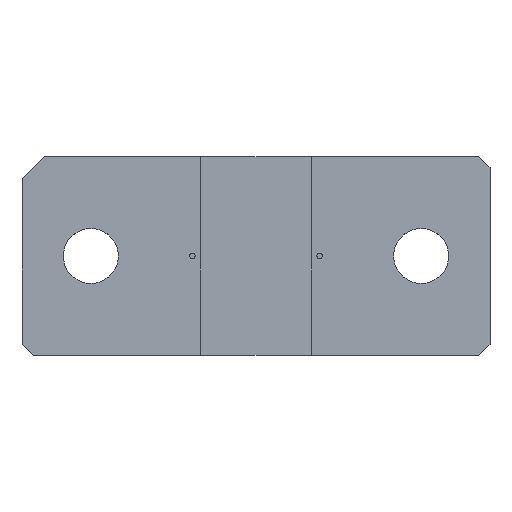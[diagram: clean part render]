
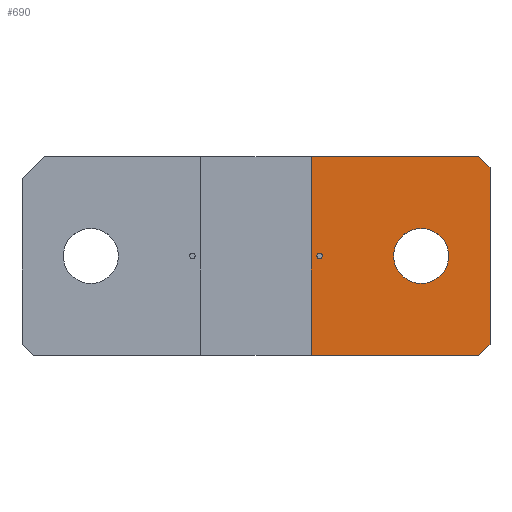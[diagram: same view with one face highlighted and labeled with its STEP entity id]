
A CAD part, top view. The second image highlights one B-rep face of the part: STEP entity #690.
In plain terms, the highlighted planar face has unit normal (0, 0, 1).
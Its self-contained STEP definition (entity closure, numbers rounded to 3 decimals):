
#439=DIRECTION('',(-0.707,0.707,0.));
#440=VECTOR('',#439,2.828);
#441=CARTESIAN_POINT('',(42.5,16.,3.));
#442=LINE('',#441,#440);
#443=DIRECTION('',(0.,1.,0.));
#444=VECTOR('',#443,32.);
#445=CARTESIAN_POINT('',(42.5,-16.,3.));
#446=LINE('',#445,#444);
#447=DIRECTION('',(0.707,0.707,0.));
#448=VECTOR('',#447,2.828);
#449=CARTESIAN_POINT('',(40.5,-18.,3.));
#450=LINE('',#449,#448);
#451=DIRECTION('',(1.,0.,0.));
#452=VECTOR('',#451,30.5);
#453=CARTESIAN_POINT('',(10.,-18.,3.));
#454=LINE('',#453,#452);
#455=DIRECTION('',(0.,1.,0.));
#456=VECTOR('',#455,36.);
#457=CARTESIAN_POINT('',(10.,-18.,3.));
#458=LINE('',#457,#456);
#459=DIRECTION('',(-1.,0.,0.));
#460=VECTOR('',#459,30.5);
#461=CARTESIAN_POINT('',(40.5,18.,3.));
#462=LINE('',#461,#460);
#463=CARTESIAN_POINT('',(30.,0.,3.));
#464=DIRECTION('',(0.,0.,1.));
#465=DIRECTION('',(1.,0.,0.));
#466=AXIS2_PLACEMENT_3D('',#463,#464,#465);
#468=CARTESIAN_POINT('',(30.,0.,3.));
#469=DIRECTION('',(0.,0.,1.));
#470=DIRECTION('',(-1.,0.,0.));
#471=AXIS2_PLACEMENT_3D('',#468,#469,#470);
#473=CARTESIAN_POINT('',(11.55,0.,3.));
#474=DIRECTION('',(0.,0.,1.));
#475=DIRECTION('',(1.,0.,0.));
#476=AXIS2_PLACEMENT_3D('',#473,#474,#475);
#478=CARTESIAN_POINT('',(11.55,0.,3.));
#479=DIRECTION('',(0.,0.,1.));
#480=DIRECTION('',(-1.,0.,0.));
#481=AXIS2_PLACEMENT_3D('',#478,#479,#480);
#499=CARTESIAN_POINT('',(10.,-18.,3.));
#500=CARTESIAN_POINT('',(10.,18.,3.));
#501=VERTEX_POINT('',#499);
#502=VERTEX_POINT('',#500);
#507=CARTESIAN_POINT('',(35.,0.,3.));
#508=CARTESIAN_POINT('',(25.,0.,3.));
#509=VERTEX_POINT('',#507);
#510=VERTEX_POINT('',#508);
#515=CARTESIAN_POINT('',(42.5,16.,3.));
#516=VERTEX_POINT('',#515);
#517=CARTESIAN_POINT('',(40.5,18.,3.));
#518=VERTEX_POINT('',#517);
#523=CARTESIAN_POINT('',(40.5,-18.,3.));
#524=VERTEX_POINT('',#523);
#525=CARTESIAN_POINT('',(42.5,-16.,3.));
#526=VERTEX_POINT('',#525);
#531=CARTESIAN_POINT('',(12.05,0.,3.));
#532=CARTESIAN_POINT('',(11.05,0.,3.));
#533=VERTEX_POINT('',#531);
#534=VERTEX_POINT('',#532);
#666=CARTESIAN_POINT('',(0.,0.,3.));
#667=DIRECTION('',(0.,0.,1.));
#668=DIRECTION('',(1.,0.,0.));
#669=AXIS2_PLACEMENT_3D('',#666,#667,#668);
#670=PLANE('',#669);
#671=ORIENTED_EDGE('',*,*,#590,.F.);
#672=ORIENTED_EDGE('',*,*,#606,.F.);
#673=ORIENTED_EDGE('',*,*,#619,.F.);
#674=ORIENTED_EDGE('',*,*,#634,.F.);
#675=ORIENTED_EDGE('',*,*,#647,.T.);
#676=ORIENTED_EDGE('',*,*,#659,.F.);
#677=EDGE_LOOP('',(#671,#672,#673,#674,#675,#676));
#678=FACE_OUTER_BOUND('',#677,.F.);
#680=ORIENTED_EDGE('',*,*,#679,.T.);
#682=ORIENTED_EDGE('',*,*,#681,.T.);
#683=EDGE_LOOP('',(#680,#682));
#684=FACE_BOUND('',#683,.F.);
#686=ORIENTED_EDGE('',*,*,#685,.T.);
#687=ORIENTED_EDGE('',*,*,#544,.T.);
#688=EDGE_LOOP('',(#686,#687));
#689=FACE_BOUND('',#688,.F.);
#690=ADVANCED_FACE('',(#678,#684,#689),#670,.T.);
#467=CIRCLE('',#466,5.);
#472=CIRCLE('',#471,5.);
#477=CIRCLE('',#476,0.5);
#482=CIRCLE('',#481,0.5);
#544=EDGE_CURVE('',#534,#533,#482,.T.);
#590=EDGE_CURVE('',#516,#518,#442,.T.);
#606=EDGE_CURVE('',#526,#516,#446,.T.);
#619=EDGE_CURVE('',#524,#526,#450,.T.);
#634=EDGE_CURVE('',#501,#524,#454,.T.);
#647=EDGE_CURVE('',#501,#502,#458,.T.);
#659=EDGE_CURVE('',#518,#502,#462,.T.);
#679=EDGE_CURVE('',#509,#510,#467,.T.);
#681=EDGE_CURVE('',#510,#509,#472,.T.);
#685=EDGE_CURVE('',#533,#534,#477,.T.);
